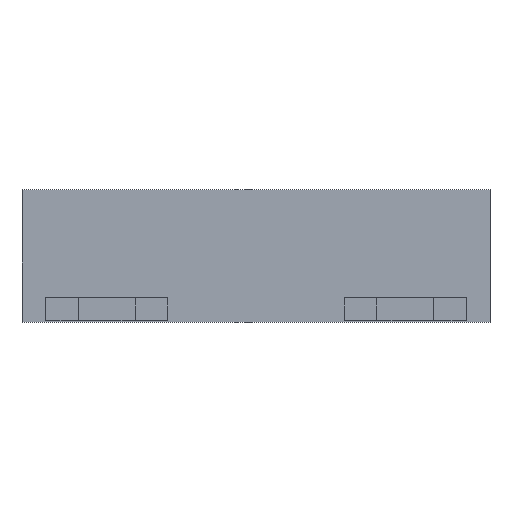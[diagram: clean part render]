
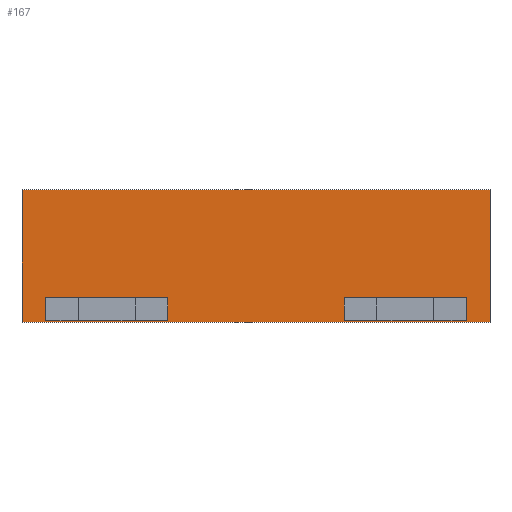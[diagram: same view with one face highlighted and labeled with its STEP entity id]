
A CAD part, top view. The second image highlights one B-rep face of the part: STEP entity #167.
In plain terms, the highlighted planar face has unit normal (0, 0, 1).
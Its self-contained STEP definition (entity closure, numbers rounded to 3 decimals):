
#154=AXIS2_PLACEMENT_3D('Plane Axis2P3D',#151,#152,#153) ;
#41=CARTESIAN_POINT('Vertex',(49.4,0.,4.)) ;
#57=CARTESIAN_POINT('Vertex',(49.4,14.,4.)) ;
#60=CARTESIAN_POINT('Line Origine',(49.4,7.,4.)) ;
#77=CARTESIAN_POINT('Line Origine',(24.7,0.,4.)) ;
#81=CARTESIAN_POINT('Vertex',(0.,0.,4.)) ;
#136=CARTESIAN_POINT('Vertex',(0.,14.,4.)) ;
#139=CARTESIAN_POINT('Line Origine',(24.7,14.,4.)) ;
#151=CARTESIAN_POINT('Axis2P3D Location',(0.,14.,4.)) ;
#156=CARTESIAN_POINT('Line Origine',(0.,7.,4.)) ;
#61=DIRECTION('Vector Direction',(0.,-1.,0.)) ;
#78=DIRECTION('Vector Direction',(1.,0.,0.)) ;
#140=DIRECTION('Vector Direction',(1.,0.,0.)) ;
#152=DIRECTION('Axis2P3D Direction',(0.,0.,-1.)) ;
#153=DIRECTION('Axis2P3D XDirection',(1.,0.,0.)) ;
#157=DIRECTION('Vector Direction',(0.,-1.,0.)) ;
#62=VECTOR('Line Direction',#61,1.) ;
#79=VECTOR('Line Direction',#78,1.) ;
#141=VECTOR('Line Direction',#140,1.) ;
#158=VECTOR('Line Direction',#157,1.) ;
#162=ORIENTED_EDGE('',*,*,#83,.T.) ;
#163=ORIENTED_EDGE('',*,*,#64,.F.) ;
#164=ORIENTED_EDGE('',*,*,#143,.F.) ;
#165=ORIENTED_EDGE('',*,*,#160,.T.) ;
#167=ADVANCED_FACE('Koerper.2',(#166),#155,.F.) ;
#64=EDGE_CURVE('',#58,#42,#63,.T.) ;
#83=EDGE_CURVE('',#82,#42,#80,.T.) ;
#143=EDGE_CURVE('',#137,#58,#142,.T.) ;
#160=EDGE_CURVE('',#137,#82,#159,.T.) ;
#161=EDGE_LOOP('',(#162,#163,#164,#165)) ;
#166=FACE_OUTER_BOUND('',#161,.T.) ;
#63=LINE('Line',#60,#62) ;
#80=LINE('Line',#77,#79) ;
#142=LINE('Line',#139,#141) ;
#159=LINE('Line',#156,#158) ;
#155=PLANE('',#154) ;
#42=VERTEX_POINT('',#41) ;
#58=VERTEX_POINT('',#57) ;
#82=VERTEX_POINT('',#81) ;
#137=VERTEX_POINT('',#136) ;
